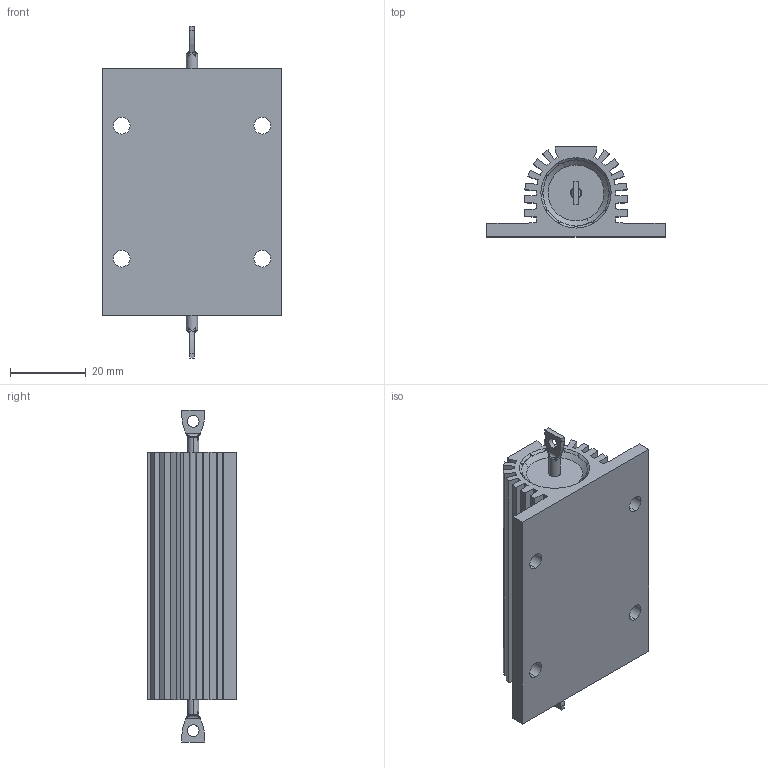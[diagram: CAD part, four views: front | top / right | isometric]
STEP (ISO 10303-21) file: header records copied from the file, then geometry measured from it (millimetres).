
FILE_DESCRIPTION (( 'STEP AP203' ), '1' );
FILE_NAME ('M402 - HS100 STD.STEP', '2017-12-08T09:18:28', ( '' ), ( '' ), 'SwSTEP 2.0', 'SolidWorks 2017', '' );
FILE_SCHEMA (( 'CONFIG_CONTROL_DESIGN' ));
Length unit declared in the file: millimetre
Products named in the file (1): M402 - HS100 STD
Bounding box: 47 x 23.6 x 87.4 mm (x, y, z)
Surface area: 19655.6 mm2 (no closed solid volume)
Topology: 0 solids, 4 shells, 154 faces, 522 edges, 340 vertices
Faces by surface type: plane 76, cylinder 50, bspline 20, cone 8
Entity records: 6652 total; most frequent: CARTESIAN_POINT 2391, ORIENTED_EDGE 902, DIRECTION 776, EDGE_CURVE 506, VERTEX_POINT 340, LINE 294, VECTOR 294, AXIS2_PLACEMENT_3D 241
